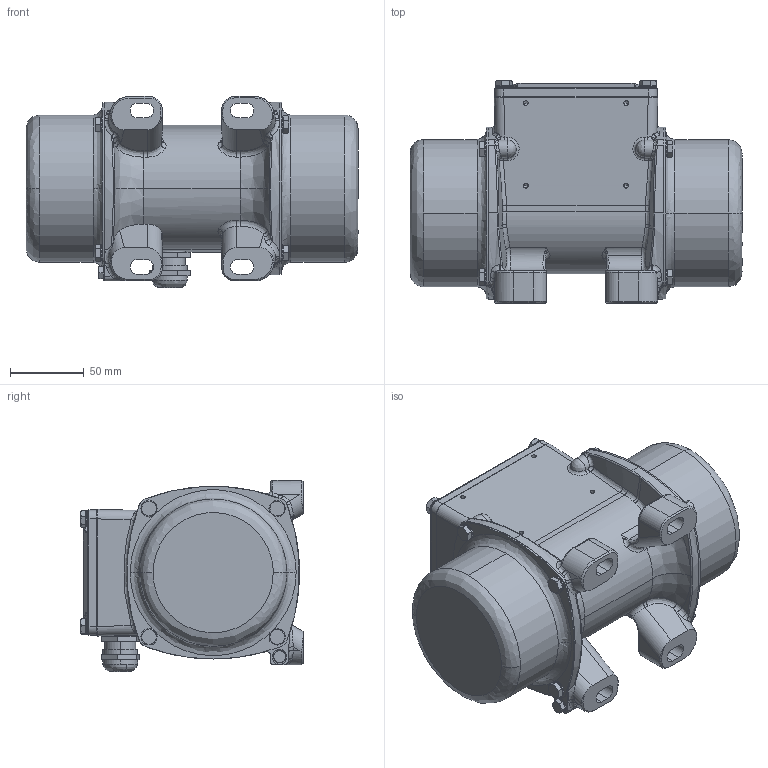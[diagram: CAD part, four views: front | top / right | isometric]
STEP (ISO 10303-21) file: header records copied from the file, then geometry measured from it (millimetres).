
FILE_DESCRIPTION (( 'STEP AP214' ), '1' );
FILE_NAME ('NES 50200 -50-60Hz.STEP', '2021-03-05T08:13:22', ( '' ), ( '' ), 'SwSTEP 2.0', 'SolidWorks 2015', '' );
FILE_SCHEMA (( 'AUTOMOTIVE_DESIGN' ));
Length unit declared in the file: millimetre
Products named in the file (1): NES 50200 -50-60Hz
Bounding box: 225 x 150.7 x 129.5 mm (x, y, z)
Volume: 550802.2 mm3; surface area: 289058.6 mm2
Topology: 32 solids, 32 shells, 2993 faces, 7739 edges, 4861 vertices
Faces by surface type: plane 1446, bspline 695, cylinder 666, cone 186
Entity records: 131273 total; most frequent: CARTESIAN_POINT 62259, ORIENTED_EDGE 15312, DIRECTION 12315, EDGE_CURVE 7656, VERTEX_POINT 4861, VECTOR 4443, LINE 4443, AXIS2_PLACEMENT_3D 3936
